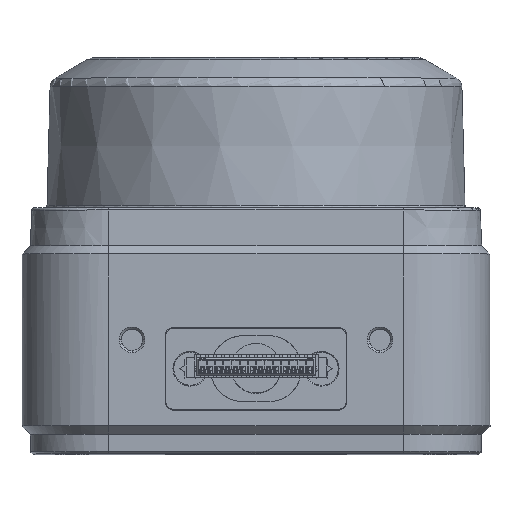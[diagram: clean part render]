
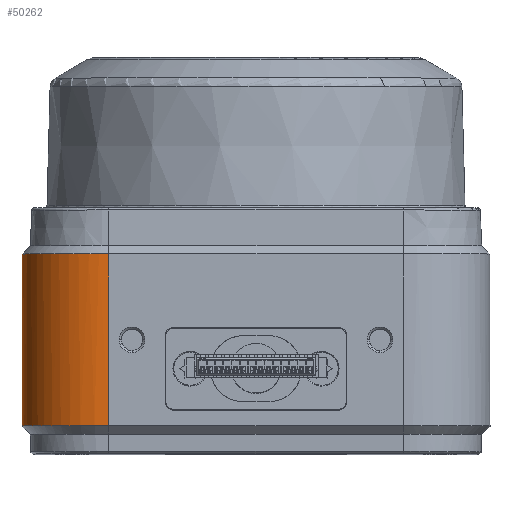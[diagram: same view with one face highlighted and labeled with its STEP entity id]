
A CAD part, top view. The second image highlights one B-rep face of the part: STEP entity #50262.
In plain terms, the highlighted cylindrical face has radius 10.516 mm (diameter 21.031 mm), a partial arc.
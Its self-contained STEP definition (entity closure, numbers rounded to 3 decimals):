
#1200 = ORIENTED_EDGE ( 'NONE', *, *, #25491, .T. ) ;
#1876 = DIRECTION ( 'NONE',  ( 0., 1., 0. ) ) ;
#3716 = CARTESIAN_POINT ( 'NONE',  ( -17.8, -16.8, 28.316 ) ) ;
#3741 = CARTESIAN_POINT ( 'NONE',  ( -17.8, 4., 28.316 ) ) ;
#6163 = CARTESIAN_POINT ( 'NONE',  ( -17.8, 4., 28.316 ) ) ;
#7526 = CARTESIAN_POINT ( 'NONE',  ( -26.988, -16.8, 23.096 ) ) ;
#7818 = CARTESIAN_POINT ( 'NONE',  ( -24.262, -16.8, 26.209 ) ) ;
#8915 = ORIENTED_EDGE ( 'NONE', *, *, #41548, .F. ) ;
#10563 = CARTESIAN_POINT ( 'NONE',  ( -28.316, 4., 17.8 ) ) ;
#12831 = CARTESIAN_POINT ( 'NONE',  ( -17.8, -9.867, 28.316 ) ) ;
#15803 = CARTESIAN_POINT ( 'NONE',  ( -26.209, 4., 24.262 ) ) ;
#15900 = CARTESIAN_POINT ( 'NONE',  ( -28.316, -9.867, 17.8 ) ) ;
#16577 = EDGE_CURVE ( 'NONE', #17007, #30935, #40000, .T. ) ;
#16881 = CARTESIAN_POINT ( 'NONE',  ( -28.316, 4., 17.8 ) ) ;
#17007 = VERTEX_POINT ( 'NONE', #16881 ) ;
#25381 = CARTESIAN_POINT ( 'NONE',  ( -28.316, -16.8, 19.176 ) ) ;
#25491 = EDGE_CURVE ( 'NONE', #30786, #30935, #43180, .T. ) ;
#26893 = B_SPLINE_CURVE_WITH_KNOTS ( 'NONE', 3,
 ( #28793, #46734, #15900, #34364 ),
 .UNSPECIFIED., .F., .F.,
 ( 4, 4 ),
 ( 0., 1. ),
 .UNSPECIFIED. ) ;
#28414 = CARTESIAN_POINT ( 'NONE',  ( -28.316, 4., 19.176 ) ) ;
#28793 = CARTESIAN_POINT ( 'NONE',  ( -28.316, 4., 17.8 ) ) ;
#28972 = CARTESIAN_POINT ( 'NONE',  ( -24.262, 4., 26.209 ) ) ;
#29498 = AXIS2_PLACEMENT_3D ( 'NONE', #52020, #1876, #42904 ) ;
#30786 = VERTEX_POINT ( 'NONE', #55051 ) ;
#30935 = VERTEX_POINT ( 'NONE', #31180 ) ;
#30951 = CARTESIAN_POINT ( 'NONE',  ( -23.096, -16.8, 26.988 ) ) ;
#31180 = CARTESIAN_POINT ( 'NONE',  ( -17.8, 4., 28.316 ) ) ;
#32805 = ORIENTED_EDGE ( 'NONE', *, *, #35524, .T. ) ;
#33398 = CARTESIAN_POINT ( 'NONE',  ( -28.042, 4., 20.552 ) ) ;
#33859 = CARTESIAN_POINT ( 'NONE',  ( -28.316, -16.8, 17.8 ) ) ;
#34364 = CARTESIAN_POINT ( 'NONE',  ( -28.316, -16.8, 17.8 ) ) ;
#34805 = CARTESIAN_POINT ( 'NONE',  ( -17.8, -16.8, 28.316 ) ) ;
#35077 = CARTESIAN_POINT ( 'NONE',  ( -26.209, -16.8, 24.262 ) ) ;
#35524 = EDGE_CURVE ( 'NONE', #17007, #56732, #26893, .T. ) ;
#37819 = CARTESIAN_POINT ( 'NONE',  ( -23.096, 4., 26.988 ) ) ;
#38919 = CARTESIAN_POINT ( 'NONE',  ( -28.042, -16.8, 20.552 ) ) ;
#40000 = B_SPLINE_CURVE_WITH_KNOTS ( 'NONE', 3,
 ( #10563, #28414, #33398, #51631, #15803, #28972, #37819, #46366, #46920, #6163 ),
 .UNSPECIFIED., .F., .F.,
 ( 4, 2, 2, 2, 4 ),
 ( 0., 0.25, 0.5, 0.75, 1. ),
 .UNSPECIFIED. ) ;
#41465 = FACE_OUTER_BOUND ( 'NONE', #44429, .T. ) ;
#41548 = EDGE_CURVE ( 'NONE', #30786, #56732, #57989, .T. ) ;
#42904 = DIRECTION ( 'NONE',  ( -1., 0., 0. ) ) ;
#43180 = B_SPLINE_CURVE_WITH_KNOTS ( 'NONE', 3,
 ( #34805, #12831, #43932, #3741 ),
 .UNSPECIFIED., .F., .F.,
 ( 4, 4 ),
 ( 0., 1. ),
 .UNSPECIFIED. ) ;
#43932 = CARTESIAN_POINT ( 'NONE',  ( -17.8, -2.933, 28.316 ) ) ;
#44429 = EDGE_LOOP ( 'NONE', ( #32805, #8915, #1200, #50698 ) ) ;
#46366 = CARTESIAN_POINT ( 'NONE',  ( -20.552, 4., 28.042 ) ) ;
#46734 = CARTESIAN_POINT ( 'NONE',  ( -28.316, -2.933, 17.8 ) ) ;
#46920 = CARTESIAN_POINT ( 'NONE',  ( -19.176, 4., 28.316 ) ) ;
#47726 = CARTESIAN_POINT ( 'NONE',  ( -20.552, -16.8, 28.042 ) ) ;
#48010 = CARTESIAN_POINT ( 'NONE',  ( -19.176, -16.8, 28.316 ) ) ;
#49428 = CYLINDRICAL_SURFACE ( 'NONE', #29498, 10.516 ) ;
#50262 = ADVANCED_FACE ( 'NONE', ( #41465 ), #49428, .T. ) ;
#50698 = ORIENTED_EDGE ( 'NONE', *, *, #16577, .F. ) ;
#51631 = CARTESIAN_POINT ( 'NONE',  ( -26.988, 4., 23.096 ) ) ;
#52020 = CARTESIAN_POINT ( 'NONE',  ( -17.8, 5., 17.8 ) ) ;
#55051 = CARTESIAN_POINT ( 'NONE',  ( -17.8, -16.8, 28.316 ) ) ;
#56732 = VERTEX_POINT ( 'NONE', #33859 ) ;
#56824 = CARTESIAN_POINT ( 'NONE',  ( -28.316, -16.8, 17.8 ) ) ;
#57989 = B_SPLINE_CURVE_WITH_KNOTS ( 'NONE', 3,
 ( #3716, #48010, #47726, #30951, #7818, #35077, #7526, #38919, #25381, #56824 ),
 .UNSPECIFIED., .F., .F.,
 ( 4, 2, 2, 2, 4 ),
 ( 0., 0.25, 0.5, 0.75, 1. ),
 .UNSPECIFIED. ) ;
